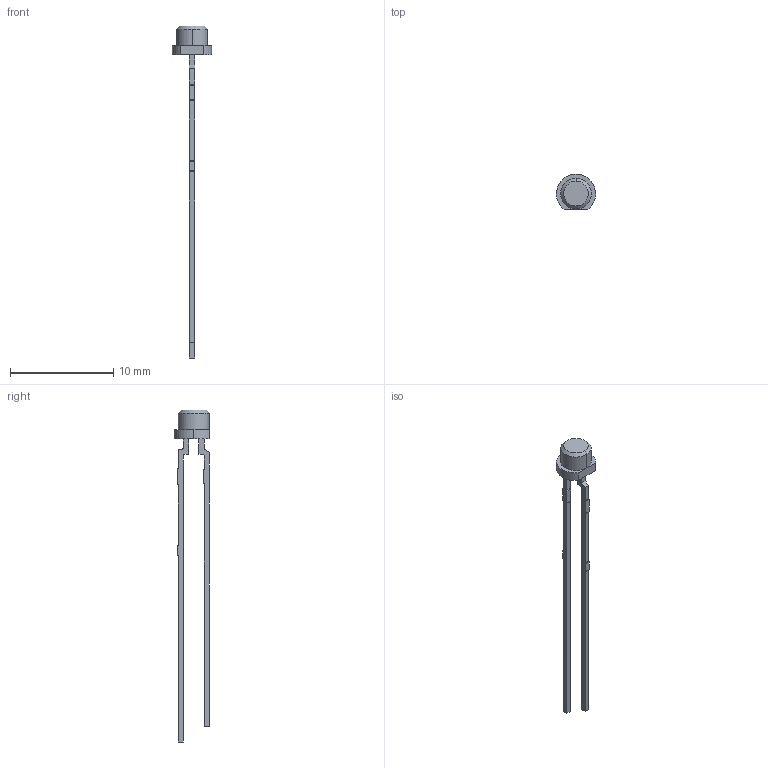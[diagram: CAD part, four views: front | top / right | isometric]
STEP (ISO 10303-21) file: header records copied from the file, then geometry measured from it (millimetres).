
FILE_DESCRIPTION (( 'STEP AP214' ), '1' );
FILE_NAME ('SFH 3310.STEP', '2023-06-18T02:20:06', ( '' ), ( '' ), 'SwSTEP 2.0', 'SolidWorks 2013', '' );
FILE_SCHEMA (( 'AUTOMOTIVE_DESIGN' ));
Length unit declared in the file: millimetre
Products named in the file (1): SFH 3310
Bounding box: 3.8 x 3.46 x 32.2 mm (x, y, z)
Volume: 37.4 mm3; surface area: 165.2 mm2
Topology: 1 solids, 1 shells, 56 faces, 151 edges, 100 vertices
Faces by surface type: plane 34, cylinder 20, cone 2
Entity records: 1795 total; most frequent: CARTESIAN_POINT 308, DIRECTION 307, ORIENTED_EDGE 302, EDGE_CURVE 151, LINE 109, VECTOR 109, VERTEX_POINT 100, AXIS2_PLACEMENT_3D 99
